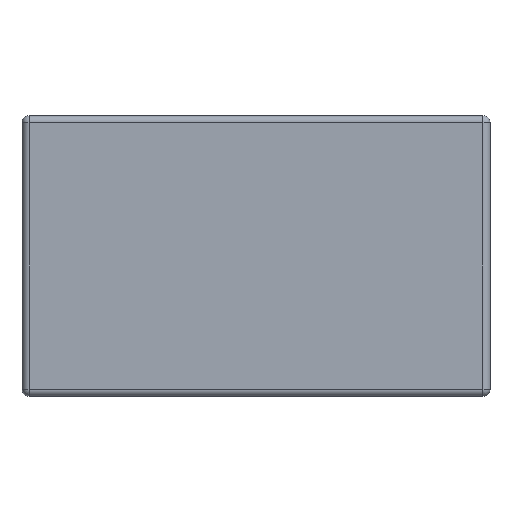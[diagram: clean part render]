
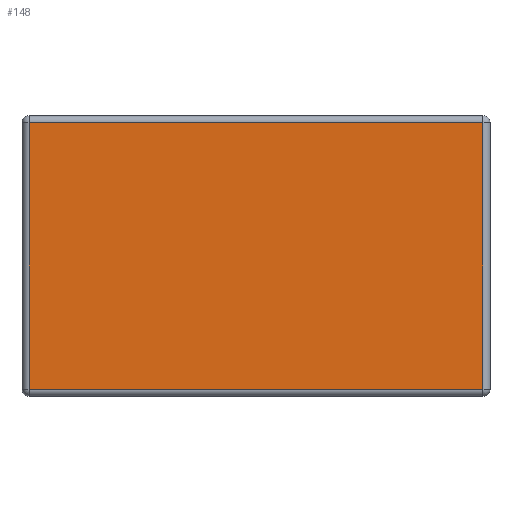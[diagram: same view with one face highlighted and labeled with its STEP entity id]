
A CAD part, top view. The second image highlights one B-rep face of the part: STEP entity #148.
In plain terms, the highlighted planar face has unit normal (0, 0, 1).
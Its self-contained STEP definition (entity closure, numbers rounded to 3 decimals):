
#148 = ADVANCED_FACE( '', ( #356 ), #357, .T. );
#356 = FACE_OUTER_BOUND( '', #629, .T. );
#357 = PLANE( '', #630 );
#629 = EDGE_LOOP( '', ( #998, #999, #1000, #1001 ) );
#630 = AXIS2_PLACEMENT_3D( '', #1002, #1003, #1004 );
#998 = ORIENTED_EDGE( '', *, *, #1648, .T. );
#999 = ORIENTED_EDGE( '', *, *, #1649, .T. );
#1000 = ORIENTED_EDGE( '', *, *, #1650, .T. );
#1001 = ORIENTED_EDGE( '', *, *, #1651, .T. );
#1002 = CARTESIAN_POINT( '', ( 0., 0., 29. ) );
#1003 = DIRECTION( '', ( 0., 0., 1. ) );
#1004 = DIRECTION( '', ( 1., 0., 0. ) );
#1648 = EDGE_CURVE( '', #1990, #1991, #1992, .T. );
#1649 = EDGE_CURVE( '', #1991, #1839, #1993, .T. );
#1650 = EDGE_CURVE( '', #1839, #1994, #1995, .T. );
#1651 = EDGE_CURVE( '', #1994, #1990, #1996, .T. );
#1839 = VERTEX_POINT( '', #2242 );
#1990 = VERTEX_POINT( '', #2456 );
#1991 = VERTEX_POINT( '', #2457 );
#1992 = LINE( '', #2458, #2459 );
#1993 = LINE( '', #2460, #2461 );
#1994 = VERTEX_POINT( '', #2462 );
#1995 = LINE( '', #2463, #2464 );
#1996 = LINE( '', #2465, #2466 );
#2242 = CARTESIAN_POINT( '', ( -48.5, 28.5, 29. ) );
#2456 = CARTESIAN_POINT( '', ( 48.5, -28.5, 29. ) );
#2457 = CARTESIAN_POINT( '', ( 48.5, 28.5, 29. ) );
#2458 = CARTESIAN_POINT( '', ( 48.5, 30., 29. ) );
#2459 = VECTOR( '', #2881, 1000. );
#2460 = CARTESIAN_POINT( '', ( -50., 28.5, 29. ) );
#2461 = VECTOR( '', #2882, 1000. );
#2462 = CARTESIAN_POINT( '', ( -48.5, -28.5, 29. ) );
#2463 = CARTESIAN_POINT( '', ( -48.5, -30., 29. ) );
#2464 = VECTOR( '', #2883, 1000. );
#2465 = CARTESIAN_POINT( '', ( 50., -28.5, 29. ) );
#2466 = VECTOR( '', #2884, 1000. );
#2881 = DIRECTION( '', ( 0., 1., 0. ) );
#2882 = DIRECTION( '', ( -1., 0., 0. ) );
#2883 = DIRECTION( '', ( 0., -1., 0. ) );
#2884 = DIRECTION( '', ( 1., 0., 0. ) );
